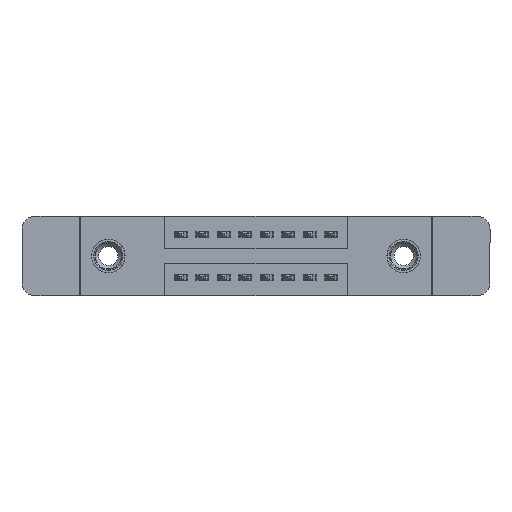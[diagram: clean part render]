
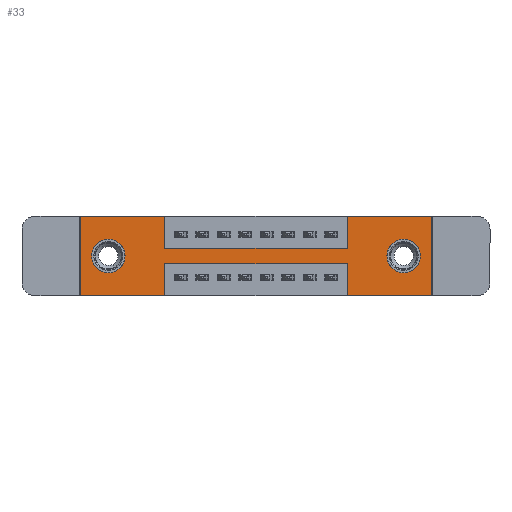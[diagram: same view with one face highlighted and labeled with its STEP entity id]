
A CAD part, front view. The second image highlights one B-rep face of the part: STEP entity #33.
In plain terms, the highlighted planar face has unit normal (0, -1, 0).
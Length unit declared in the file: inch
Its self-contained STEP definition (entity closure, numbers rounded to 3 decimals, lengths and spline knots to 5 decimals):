
#33 = ADVANCED_FACE ( 'NONE', ( #1040, #14397, #10717 ), #7650, .T. ) ;
#61 = VERTEX_POINT ( 'NONE', #3987 ) ;
#203 = CARTESIAN_POINT ( 'NONE',  ( 0., 0., -0.37 ) ) ;
#212 = VECTOR ( 'NONE', #8535, 39.37008 ) ;
#434 = ORIENTED_EDGE ( 'NONE', *, *, #8614, .F. ) ;
#819 = EDGE_CURVE ( 'NONE', #11706, #3905, #10221, .T. ) ;
#959 = EDGE_LOOP ( 'NONE', ( #3974, #434, #12551, #6183, #8632, #7966, #5729, #1625, #5331, #12410, #2208, #16055 ) ) ;
#1040 = FACE_BOUND ( 'NONE', #12711, .T. ) ;
#1181 = CARTESIAN_POINT ( 'NONE',  ( 1.635, 0., 0. ) ) ;
#1232 = ORIENTED_EDGE ( 'NONE', *, *, #2479, .T. ) ;
#1336 = VERTEX_POINT ( 'NONE', #2320 ) ;
#1382 = CARTESIAN_POINT ( 'NONE',  ( 0.13, 0., -0.107 ) ) ;
#1478 = DIRECTION ( 'NONE',  ( 0., -1., 0. ) ) ;
#1625 = ORIENTED_EDGE ( 'NONE', *, *, #6319, .F. ) ;
#1736 = VECTOR ( 'NONE', #3592, 39.37008 ) ;
#1759 = EDGE_CURVE ( 'NONE', #13421, #15961, #8101, .T. ) ;
#1868 = EDGE_CURVE ( 'NONE', #1336, #9672, #4598, .T. ) ;
#1975 = VECTOR ( 'NONE', #4120, 39.37008 ) ;
#2011 = VERTEX_POINT ( 'NONE', #2663 ) ;
#2113 = VECTOR ( 'NONE', #8618, 39.37008 ) ;
#2174 = AXIS2_PLACEMENT_3D ( 'NONE', #2269, #4737, #13436 ) ;
#2203 = CARTESIAN_POINT ( 'NONE',  ( 0.3925, 0., -0.22 ) ) ;
#2208 = ORIENTED_EDGE ( 'NONE', *, *, #11185, .F. ) ;
#2269 = CARTESIAN_POINT ( 'NONE',  ( 1.505, 0., -0.185 ) ) ;
#2320 = CARTESIAN_POINT ( 'NONE',  ( 0., 0., 0. ) ) ;
#2365 = EDGE_CURVE ( 'NONE', #10353, #13363, #7137, .T. ) ;
#2369 = CARTESIAN_POINT ( 'NONE',  ( 1.635, 0., -0.37 ) ) ;
#2425 = AXIS2_PLACEMENT_3D ( 'NONE', #12112, #10855, #8310 ) ;
#2479 = EDGE_CURVE ( 'NONE', #7092, #61, #13901, .T. ) ;
#2495 = CARTESIAN_POINT ( 'NONE',  ( 1.2425, 0., -0.22 ) ) ;
#2507 = CARTESIAN_POINT ( 'NONE',  ( 0., 0., 0. ) ) ;
#2556 = ORIENTED_EDGE ( 'NONE', *, *, #8523, .T. ) ;
#2623 = CARTESIAN_POINT ( 'NONE',  ( 0.3925, 0., -0.22 ) ) ;
#2663 = CARTESIAN_POINT ( 'NONE',  ( 1.2425, 0., -0.37 ) ) ;
#2830 = EDGE_LOOP ( 'NONE', ( #8754, #11328 ) ) ;
#3335 = CARTESIAN_POINT ( 'NONE',  ( 1.2425, 0., 0. ) ) ;
#3426 = VERTEX_POINT ( 'NONE', #13986 ) ;
#3592 = DIRECTION ( 'NONE',  ( 0., 0., -1. ) ) ;
#3611 = DIRECTION ( 'NONE',  ( 0., 0., -1. ) ) ;
#3764 = AXIS2_PLACEMENT_3D ( 'NONE', #8216, #15618, #14337 ) ;
#3837 = VERTEX_POINT ( 'NONE', #13724 ) ;
#3905 = VERTEX_POINT ( 'NONE', #1382 ) ;
#3945 = CARTESIAN_POINT ( 'NONE',  ( 1.2425, 0., 0. ) ) ;
#3973 = CARTESIAN_POINT ( 'NONE',  ( 1.505, 0., -0.107 ) ) ;
#3974 = ORIENTED_EDGE ( 'NONE', *, *, #1759, .F. ) ;
#3987 = CARTESIAN_POINT ( 'NONE',  ( 1.505, 0., -0.263 ) ) ;
#4042 = LINE ( 'NONE', #2203, #8723 ) ;
#4120 = DIRECTION ( 'NONE',  ( 0., 0., 1. ) ) ;
#4598 = LINE ( 'NONE', #2507, #2113 ) ;
#4673 = CARTESIAN_POINT ( 'NONE',  ( 0., 0., -0.37 ) ) ;
#4737 = DIRECTION ( 'NONE',  ( 0., 1., 0. ) ) ;
#4768 = EDGE_CURVE ( 'NONE', #3426, #10353, #16001, .T. ) ;
#5199 = LINE ( 'NONE', #4673, #212 ) ;
#5301 = DIRECTION ( 'NONE',  ( 0., 0., 1. ) ) ;
#5331 = ORIENTED_EDGE ( 'NONE', *, *, #8622, .F. ) ;
#5359 = EDGE_CURVE ( 'NONE', #12314, #2011, #9152, .T. ) ;
#5420 = VERTEX_POINT ( 'NONE', #2495 ) ;
#5463 = VECTOR ( 'NONE', #11158, 39.37008 ) ;
#5515 = CARTESIAN_POINT ( 'NONE',  ( 1.635, 0., 0. ) ) ;
#5681 = DIRECTION ( 'NONE',  ( 0., 0., 1. ) ) ;
#5729 = ORIENTED_EDGE ( 'NONE', *, *, #4768, .F. ) ;
#5951 = CARTESIAN_POINT ( 'NONE',  ( 0.13, 0., -0.263 ) ) ;
#6021 = EDGE_CURVE ( 'NONE', #2011, #5420, #9711, .T. ) ;
#6183 = ORIENTED_EDGE ( 'NONE', *, *, #5359, .F. ) ;
#6197 = CIRCLE ( 'NONE', #3764, 0.078 ) ;
#6276 = CARTESIAN_POINT ( 'NONE',  ( 0., 0., -0.37 ) ) ;
#6319 = EDGE_CURVE ( 'NONE', #3837, #3426, #15355, .T. ) ;
#6404 = EDGE_CURVE ( 'NONE', #13363, #12314, #15148, .T. ) ;
#6524 = LINE ( 'NONE', #7383, #12732 ) ;
#7092 = VERTEX_POINT ( 'NONE', #3973 ) ;
#7137 = LINE ( 'NONE', #13277, #7897 ) ;
#7175 = LINE ( 'NONE', #14649, #1736 ) ;
#7206 = VECTOR ( 'NONE', #15664, 39.37008 ) ;
#7383 = CARTESIAN_POINT ( 'NONE',  ( 0., 0., 0. ) ) ;
#7625 = VECTOR ( 'NONE', #5301, 39.37008 ) ;
#7650 = PLANE ( 'NONE',  #11132 ) ;
#7897 = VECTOR ( 'NONE', #8280, 39.37008 ) ;
#7966 = ORIENTED_EDGE ( 'NONE', *, *, #2365, .F. ) ;
#8101 = LINE ( 'NONE', #12260, #13915 ) ;
#8216 = CARTESIAN_POINT ( 'NONE',  ( 1.505, 0., -0.185 ) ) ;
#8280 = DIRECTION ( 'NONE',  ( 1., 0., 0. ) ) ;
#8310 = DIRECTION ( 'NONE',  ( 0., 0., 1. ) ) ;
#8523 = EDGE_CURVE ( 'NONE', #61, #7092, #6197, .T. ) ;
#8535 = DIRECTION ( 'NONE',  ( -1., 0., 0. ) ) ;
#8614 = EDGE_CURVE ( 'NONE', #5420, #13421, #4042, .T. ) ;
#8618 = DIRECTION ( 'NONE',  ( 1., 0., 0. ) ) ;
#8622 = EDGE_CURVE ( 'NONE', #9672, #3837, #7175, .T. ) ;
#8632 = ORIENTED_EDGE ( 'NONE', *, *, #6404, .F. ) ;
#8677 = EDGE_CURVE ( 'NONE', #15961, #12311, #5199, .T. ) ;
#8723 = VECTOR ( 'NONE', #15950, 39.37008 ) ;
#8754 = ORIENTED_EDGE ( 'NONE', *, *, #12764, .T. ) ;
#8978 = CIRCLE ( 'NONE', #2425, 0.078 ) ;
#9152 = LINE ( 'NONE', #6276, #5463 ) ;
#9672 = VERTEX_POINT ( 'NONE', #15520 ) ;
#9711 = LINE ( 'NONE', #12667, #1975 ) ;
#9866 = DIRECTION ( 'NONE',  ( 0., 0., -1. ) ) ;
#9998 = AXIS2_PLACEMENT_3D ( 'NONE', #10446, #11697, #5681 ) ;
#10074 = DIRECTION ( 'NONE',  ( 0., 0., -1. ) ) ;
#10221 = CIRCLE ( 'NONE', #9998, 0.078 ) ;
#10353 = VERTEX_POINT ( 'NONE', #3335 ) ;
#10446 = CARTESIAN_POINT ( 'NONE',  ( 0.13, 0., -0.185 ) ) ;
#10673 = CARTESIAN_POINT ( 'NONE',  ( 0.3925, 0., -0.37 ) ) ;
#10717 = FACE_OUTER_BOUND ( 'NONE', #959, .T. ) ;
#10855 = DIRECTION ( 'NONE',  ( 0., 1., 0. ) ) ;
#10875 = VECTOR ( 'NONE', #9866, 39.37008 ) ;
#11132 = AXIS2_PLACEMENT_3D ( 'NONE', #203, #1478, #10074 ) ;
#11158 = DIRECTION ( 'NONE',  ( -1., 0., 0. ) ) ;
#11185 = EDGE_CURVE ( 'NONE', #12311, #1336, #6524, .T. ) ;
#11328 = ORIENTED_EDGE ( 'NONE', *, *, #819, .T. ) ;
#11697 = DIRECTION ( 'NONE',  ( 0., 1., 0. ) ) ;
#11706 = VERTEX_POINT ( 'NONE', #5951 ) ;
#12007 = CARTESIAN_POINT ( 'NONE',  ( 0.3925, 0., -0.15 ) ) ;
#12112 = CARTESIAN_POINT ( 'NONE',  ( 0.13, 0., -0.185 ) ) ;
#12260 = CARTESIAN_POINT ( 'NONE',  ( 0.3925, 0., -0.37 ) ) ;
#12311 = VERTEX_POINT ( 'NONE', #12405 ) ;
#12314 = VERTEX_POINT ( 'NONE', #2369 ) ;
#12405 = CARTESIAN_POINT ( 'NONE',  ( 0., 0., -0.37 ) ) ;
#12410 = ORIENTED_EDGE ( 'NONE', *, *, #1868, .F. ) ;
#12551 = ORIENTED_EDGE ( 'NONE', *, *, #6021, .F. ) ;
#12667 = CARTESIAN_POINT ( 'NONE',  ( 1.2425, 0., -0.37 ) ) ;
#12711 = EDGE_LOOP ( 'NONE', ( #1232, #2556 ) ) ;
#12732 = VECTOR ( 'NONE', #13833, 39.37008 ) ;
#12764 = EDGE_CURVE ( 'NONE', #3905, #11706, #8978, .T. ) ;
#13277 = CARTESIAN_POINT ( 'NONE',  ( 0., 0., 0. ) ) ;
#13363 = VERTEX_POINT ( 'NONE', #5515 ) ;
#13421 = VERTEX_POINT ( 'NONE', #2623 ) ;
#13436 = DIRECTION ( 'NONE',  ( 0., 0., -1. ) ) ;
#13724 = CARTESIAN_POINT ( 'NONE',  ( 0.3925, 0., -0.15 ) ) ;
#13833 = DIRECTION ( 'NONE',  ( 0., 0., 1. ) ) ;
#13901 = CIRCLE ( 'NONE', #2174, 0.078 ) ;
#13915 = VECTOR ( 'NONE', #3611, 39.37008 ) ;
#13986 = CARTESIAN_POINT ( 'NONE',  ( 1.2425, 0., -0.15 ) ) ;
#14337 = DIRECTION ( 'NONE',  ( 0., 0., -1. ) ) ;
#14397 = FACE_BOUND ( 'NONE', #2830, .T. ) ;
#14649 = CARTESIAN_POINT ( 'NONE',  ( 0.3925, 0., 0. ) ) ;
#15148 = LINE ( 'NONE', #1181, #10875 ) ;
#15355 = LINE ( 'NONE', #12007, #7206 ) ;
#15520 = CARTESIAN_POINT ( 'NONE',  ( 0.3925, 0., 0. ) ) ;
#15618 = DIRECTION ( 'NONE',  ( 0., 1., 0. ) ) ;
#15664 = DIRECTION ( 'NONE',  ( 1., 0., 0. ) ) ;
#15950 = DIRECTION ( 'NONE',  ( -1., 0., 0. ) ) ;
#15961 = VERTEX_POINT ( 'NONE', #10673 ) ;
#16001 = LINE ( 'NONE', #3945, #7625 ) ;
#16055 = ORIENTED_EDGE ( 'NONE', *, *, #8677, .F. ) ;
